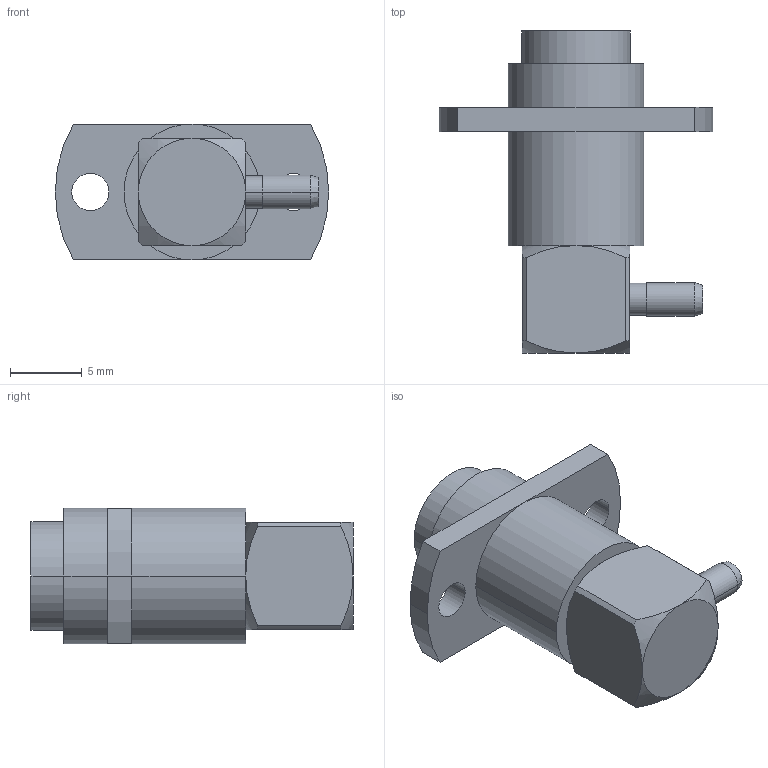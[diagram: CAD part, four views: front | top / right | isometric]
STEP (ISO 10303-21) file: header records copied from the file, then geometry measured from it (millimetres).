
FILE_DESCRIPTION (( 'STEP AP214' ), '1' );
FILE_NAME ('FMCN5155_3D.step', '2024-10-15T22:10:43', ( '' ), ( '' ), 'SwSTEP 2.0', 'SolidWorks 2022', '' );
FILE_SCHEMA (( 'AUTOMOTIVE_DESIGN' ));
Length unit declared in the file: inch
Products named in the file (1): FMCN5155_3D
Bounding box: 19.1 x 22.5 x 9.5 mm (x, y, z)
Volume: 1458.3 mm3; surface area: 1515.7 mm2
Topology: 3 solids, 3 shells, 471 faces, 1210 edges, 792 vertices
Faces by surface type: plane 213, cylinder 91, torus 80, cone 79, sphere 8
Entity records: 14642 total; most frequent: DIRECTION 2786, CARTESIAN_POINT 2474, ORIENTED_EDGE 2420, EDGE_CURVE 1210, AXIS2_PLACEMENT_3D 1104, VERTEX_POINT 792, CIRCLE 632, LINE 578
